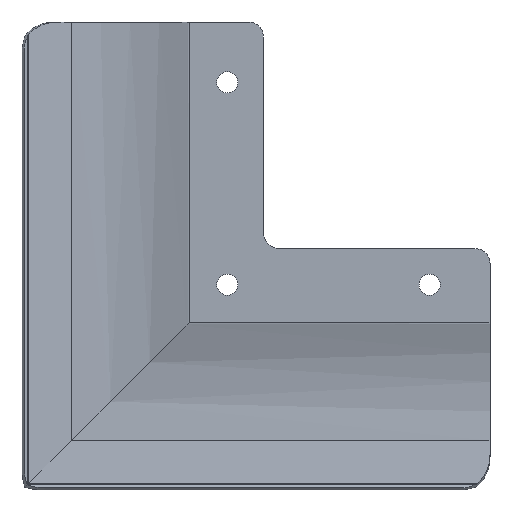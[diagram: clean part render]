
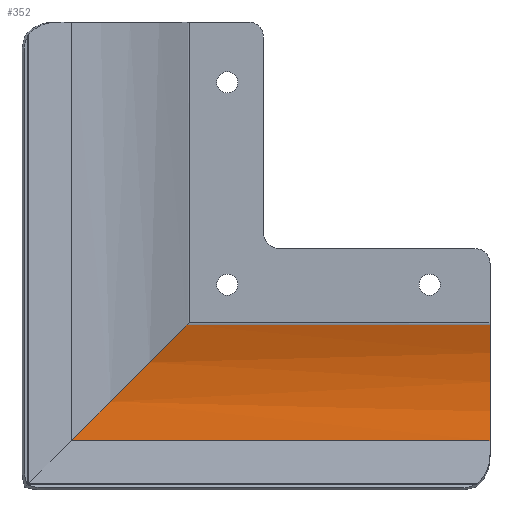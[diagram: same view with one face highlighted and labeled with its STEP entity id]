
A CAD part, front view. The second image highlights one B-rep face of the part: STEP entity #352.
In plain terms, the highlighted cylindrical face has radius 70 mm (diameter 140 mm), a partial arc.
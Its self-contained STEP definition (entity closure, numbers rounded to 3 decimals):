
#1 = CARTESIAN_POINT ( 'NONE',  ( -12.657, 3.854, -138.657 ) ) ;
#18 = VERTEX_POINT ( 'NONE', #1133 ) ;
#40 = CARTESIAN_POINT ( 'NONE',  ( 126., 3.854, -138.657 ) ) ;
#119 = ORIENTED_EDGE ( 'NONE', *, *, #379, .F. ) ;
#134 = DIRECTION ( 'NONE',  ( 0., 0., -1. ) ) ;
#204 = CARTESIAN_POINT ( 'NONE',  ( 25.65, 0.139, -100.35 ) ) ;
#211 =( BOUNDED_CURVE ( )  B_SPLINE_CURVE ( 3, ( #1, #421, #518, #204 ),
 .UNSPECIFIED., .F., .F. ) 
 B_SPLINE_CURVE_WITH_KNOTS ( ( 4, 4 ),
 ( 4.531, 5.088 ),
 .UNSPECIFIED. ) 
 CURVE ( )  GEOMETRIC_REPRESENTATION_ITEM ( )  RATIONAL_B_SPLINE_CURVE ( ( 1., 0.974, 0.974, 1. ) ) 
 REPRESENTATION_ITEM ( '' )  );
#275 = DIRECTION ( 'NONE',  ( 1., 0., 0. ) ) ;
#326 = DIRECTION ( 'NONE',  ( 1., 0., 0. ) ) ;
#346 = DIRECTION ( 'NONE',  ( 1., 0., 0. ) ) ;
#350 = DIRECTION ( 'NONE',  ( 0., 0., -1. ) ) ;
#352 = ADVANCED_FACE ( 'NONE', ( #1257 ), #701, .F. ) ;
#379 = EDGE_CURVE ( 'NONE', #1354, #589, #460, .T. ) ;
#404 = EDGE_CURVE ( 'NONE', #18, #803, #211, .T. ) ;
#421 = CARTESIAN_POINT ( 'NONE',  ( 0.293, 6.235, -125.707 ) ) ;
#460 = CIRCLE ( 'NONE', #1303, 70. ) ;
#512 = VECTOR ( 'NONE', #275, 1000. ) ;
#518 = CARTESIAN_POINT ( 'NONE',  ( 13.398, 4.964, -112.602 ) ) ;
#555 = DIRECTION ( 'NONE',  ( -1., 0., 0. ) ) ;
#589 = VERTEX_POINT ( 'NONE', #40 ) ;
#664 = VECTOR ( 'NONE', #326, 1000. ) ;
#691 = CARTESIAN_POINT ( 'NONE',  ( -12.657, 3.854, -138.657 ) ) ;
#693 = EDGE_CURVE ( 'NONE', #18, #589, #1352, .T. ) ;
#696 = EDGE_LOOP ( 'NONE', ( #119, #1096, #1262, #918 ) ) ;
#701 = CYLINDRICAL_SURFACE ( 'NONE', #1025, 70. ) ;
#769 = EDGE_CURVE ( 'NONE', #803, #1354, #931, .T. ) ;
#803 = VERTEX_POINT ( 'NONE', #946 ) ;
#856 = CARTESIAN_POINT ( 'NONE',  ( 126., -64.992, -126. ) ) ;
#918 = ORIENTED_EDGE ( 'NONE', *, *, #693, .T. ) ;
#931 = LINE ( 'NONE', #1161, #664 ) ;
#946 = CARTESIAN_POINT ( 'NONE',  ( 25.65, 0.139, -100.35 ) ) ;
#1025 = AXIS2_PLACEMENT_3D ( 'NONE', #1283, #346, #350 ) ;
#1077 = CARTESIAN_POINT ( 'NONE',  ( 126., 0.139, -100.35 ) ) ;
#1096 = ORIENTED_EDGE ( 'NONE', *, *, #769, .F. ) ;
#1133 = CARTESIAN_POINT ( 'NONE',  ( -12.657, 3.854, -138.657 ) ) ;
#1161 = CARTESIAN_POINT ( 'NONE',  ( 25.65, 0.139, -100.35 ) ) ;
#1257 = FACE_OUTER_BOUND ( 'NONE', #696, .T. ) ;
#1262 = ORIENTED_EDGE ( 'NONE', *, *, #404, .F. ) ;
#1283 = CARTESIAN_POINT ( 'NONE',  ( 0., -64.992, -126. ) ) ;
#1303 = AXIS2_PLACEMENT_3D ( 'NONE', #856, #555, #134 ) ;
#1352 = LINE ( 'NONE', #691, #512 ) ;
#1354 = VERTEX_POINT ( 'NONE', #1077 ) ;
